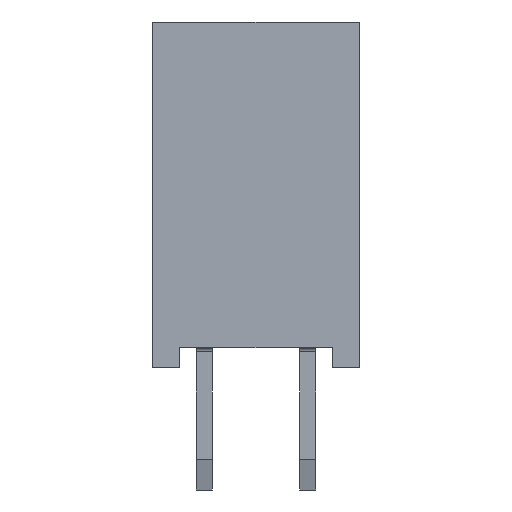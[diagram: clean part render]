
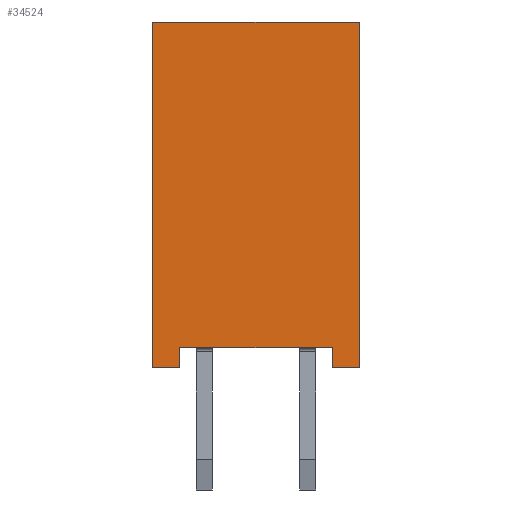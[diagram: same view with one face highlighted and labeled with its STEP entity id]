
A CAD part, front view. The second image highlights one B-rep face of the part: STEP entity #34524.
In plain terms, the highlighted face is planar.
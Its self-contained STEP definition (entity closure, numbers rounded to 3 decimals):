
#2122=FACE_OUTER_BOUND('',#3892,.T.);
#3892=EDGE_LOOP('',(#27739,#27740,#27741,#27742,#27743,#27744,#27745,#27746));
#6351=LINE('',#50574,#10535);
#8051=LINE('',#54424,#12235);
#8052=LINE('',#54426,#12236);
#8053=LINE('',#54428,#12237);
#8054=LINE('',#54430,#12238);
#8055=LINE('',#54432,#12239);
#8056=LINE('',#54434,#12240);
#8057=LINE('',#54435,#12241);
#10535=VECTOR('',#40552,1.);
#12235=VECTOR('',#44594,1.);
#12236=VECTOR('',#44595,1.);
#12237=VECTOR('',#44596,1.);
#12238=VECTOR('',#44597,1.);
#12239=VECTOR('',#44598,1.);
#12240=VECTOR('',#44599,1.);
#12241=VECTOR('',#44600,1.);
#14599=VERTEX_POINT('',#50572);
#14600=VERTEX_POINT('',#50573);
#15579=VERTEX_POINT('',#54423);
#15580=VERTEX_POINT('',#54425);
#15581=VERTEX_POINT('',#54427);
#15582=VERTEX_POINT('',#54429);
#15583=VERTEX_POINT('',#54431);
#15584=VERTEX_POINT('',#54433);
#17919=EDGE_CURVE('',#14599,#14600,#6351,.T.);
#19919=EDGE_CURVE('',#15579,#14600,#8051,.T.);
#19920=EDGE_CURVE('',#15579,#15580,#8052,.T.);
#19921=EDGE_CURVE('',#15580,#15581,#8053,.T.);
#19922=EDGE_CURVE('',#15582,#15581,#8054,.T.);
#19923=EDGE_CURVE('',#15583,#15582,#8055,.T.);
#19924=EDGE_CURVE('',#15583,#15584,#8056,.T.);
#19925=EDGE_CURVE('',#14599,#15584,#8057,.T.);
#27739=ORIENTED_EDGE('',*,*,#19919,.F.);
#27740=ORIENTED_EDGE('',*,*,#19920,.T.);
#27741=ORIENTED_EDGE('',*,*,#19921,.T.);
#27742=ORIENTED_EDGE('',*,*,#19922,.F.);
#27743=ORIENTED_EDGE('',*,*,#19923,.F.);
#27744=ORIENTED_EDGE('',*,*,#19924,.T.);
#27745=ORIENTED_EDGE('',*,*,#19925,.F.);
#27746=ORIENTED_EDGE('',*,*,#17919,.T.);
#31180=PLANE('',#36878);
#34524=ADVANCED_FACE('',(#2122),#31180,.T.);
#36878=AXIS2_PLACEMENT_3D('',#54422,#44592,#44593);
#40552=DIRECTION('',(0.,-1.,0.));
#44592=DIRECTION('center_axis',(-1.,0.,0.));
#44593=DIRECTION('ref_axis',(0.,-1.,0.));
#44594=DIRECTION('',(0.,0.,1.));
#44595=DIRECTION('',(0.,-1.,0.));
#44596=DIRECTION('',(0.,0.,1.));
#44597=DIRECTION('',(0.,-1.,0.));
#44598=DIRECTION('',(0.,0.,1.));
#44599=DIRECTION('',(0.,-1.,0.));
#44600=DIRECTION('',(0.,0.,-1.));
#50572=CARTESIAN_POINT('',(-1.27,3.14,0.5));
#50573=CARTESIAN_POINT('',(-1.27,-0.6,0.5));
#50574=CARTESIAN_POINT('',(-1.27,3.14,0.5));
#54422=CARTESIAN_POINT('Origin',(-1.27,3.81,0.));
#54423=CARTESIAN_POINT('',(-1.27,-0.6,0.));
#54424=CARTESIAN_POINT('',(-1.27,-0.6,0.));
#54425=CARTESIAN_POINT('',(-1.27,-1.27,0.));
#54426=CARTESIAN_POINT('',(-1.27,-0.6,0.));
#54427=CARTESIAN_POINT('',(-1.27,-1.27,8.5));
#54428=CARTESIAN_POINT('',(-1.27,-1.27,0.));
#54429=CARTESIAN_POINT('',(-1.27,3.81,8.5));
#54430=CARTESIAN_POINT('',(-1.27,3.81,8.5));
#54431=CARTESIAN_POINT('',(-1.27,3.81,0.));
#54432=CARTESIAN_POINT('',(-1.27,3.81,0.));
#54433=CARTESIAN_POINT('',(-1.27,3.14,0.));
#54434=CARTESIAN_POINT('',(-1.27,3.81,0.));
#54435=CARTESIAN_POINT('',(-1.27,3.14,0.5));
